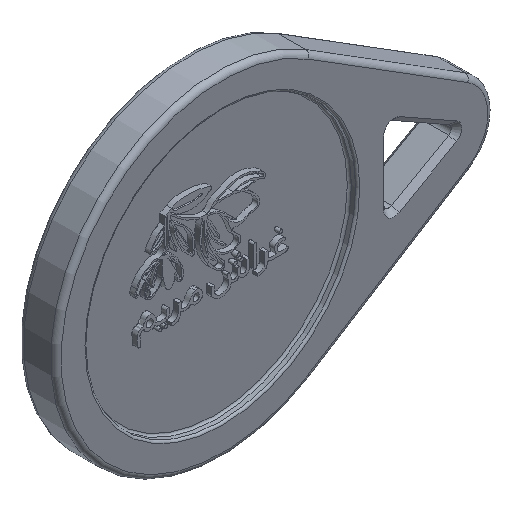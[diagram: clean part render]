
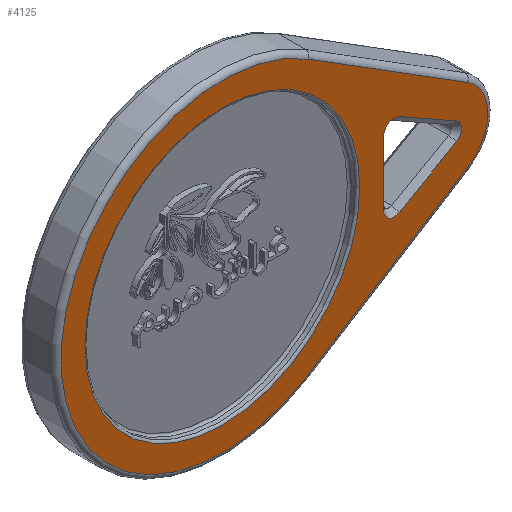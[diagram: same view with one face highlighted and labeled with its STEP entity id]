
A CAD part, isometric view. The second image highlights one B-rep face of the part: STEP entity #4125.
In plain terms, the highlighted planar face has unit normal (0, -1, 0).
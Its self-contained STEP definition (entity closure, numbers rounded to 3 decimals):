
#217 = CARTESIAN_POINT ( 'NONE',  ( 22.477, -1.8, 0.87 ) ) ;
#225 = EDGE_CURVE ( 'NONE', #6397, #3290, #394, .T. ) ;
#233 = ORIENTED_EDGE ( 'NONE', *, *, #225, .T. ) ;
#394 = CIRCLE ( 'NONE', #5043, 4.175 ) ;
#397 = AXIS2_PLACEMENT_3D ( 'NONE', #6235, #3002, #5559 ) ;
#481 = VERTEX_POINT ( 'NONE', #5432 ) ;
#484 = EDGE_CURVE ( 'NONE', #4974, #2800, #2367, .T. ) ;
#948 = CIRCLE ( 'NONE', #5744, 13.2 ) ;
#1386 = ORIENTED_EDGE ( 'NONE', *, *, #8180, .T. ) ;
#1408 = DIRECTION ( 'NONE',  ( 0., 1., 0. ) ) ;
#1505 = VERTEX_POINT ( 'NONE', #7565 ) ;
#1510 = FACE_OUTER_BOUND ( 'NONE', #5278, .T. ) ;
#1551 = FACE_BOUND ( 'NONE', #4410, .T. ) ;
#1793 = CARTESIAN_POINT ( 'NONE',  ( 16.993, -1.8, -3.974 ) ) ;
#1803 = DIRECTION ( 'NONE',  ( 0., 1., 0. ) ) ;
#1876 = CIRCLE ( 'NONE', #3729, 1. ) ;
#2209 = CARTESIAN_POINT ( 'NONE',  ( 0., -1.8, 0. ) ) ;
#2238 = LINE ( 'NONE', #1793, #8266 ) ;
#2273 = ORIENTED_EDGE ( 'NONE', *, *, #7868, .T. ) ;
#2345 = CARTESIAN_POINT ( 'NONE',  ( 8.232, -1.8, -13.134 ) ) ;
#2367 = CIRCLE ( 'NONE', #7439, 15.5 ) ;
#2382 = DIRECTION ( 'NONE',  ( 0., -1., 0. ) ) ;
#2611 = VERTEX_POINT ( 'NONE', #5096 ) ;
#2621 = EDGE_CURVE ( 'NONE', #3290, #4974, #3292, .T. ) ;
#2661 = AXIS2_PLACEMENT_3D ( 'NONE', #2667, #7879, #4626 ) ;
#2667 = CARTESIAN_POINT ( 'NONE',  ( 0., -1.8, 0. ) ) ;
#2800 = VERTEX_POINT ( 'NONE', #2345 ) ;
#3002 = DIRECTION ( 'NONE',  ( 0., 1., 0. ) ) ;
#3290 = VERTEX_POINT ( 'NONE', #7013 ) ;
#3292 = LINE ( 'NONE', #5837, #5463 ) ;
#3362 = DIRECTION ( 'NONE',  ( 0.87, 0., -0.493 ) ) ;
#3364 = CARTESIAN_POINT ( 'NONE',  ( 0., -1.8, 13.2 ) ) ;
#3592 = CIRCLE ( 'NONE', #4797, 1. ) ;
#3729 = AXIS2_PLACEMENT_3D ( 'NONE', #7391, #1803, #4849 ) ;
#3865 = DIRECTION ( 'NONE',  ( 0., 0., 1. ) ) ;
#3932 = ORIENTED_EDGE ( 'NONE', *, *, #6597, .T. ) ;
#3961 = CARTESIAN_POINT ( 'NONE',  ( 16.993, -1.8, 3.974 ) ) ;
#3977 = DIRECTION ( 'NONE',  ( 0., 0., 1. ) ) ;
#4101 = DIRECTION ( 'NONE',  ( 0., 0., 1. ) ) ;
#4125 = ADVANCED_FACE ( 'NONE', ( #1551, #1510, #5883 ), #6631, .F. ) ;
#4353 = CARTESIAN_POINT ( 'NONE',  ( 21.325, -1.8, 0. ) ) ;
#4367 = CARTESIAN_POINT ( 'NONE',  ( 15.5, -1.8, 3.104 ) ) ;
#4410 = EDGE_LOOP ( 'NONE', ( #3932 ) ) ;
#4626 = DIRECTION ( 'NONE',  ( 0., 0., 1. ) ) ;
#4797 = AXIS2_PLACEMENT_3D ( 'NONE', #6579, #1408, #3977 ) ;
#4805 = CIRCLE ( 'NONE', #397, 1. ) ;
#4821 = CARTESIAN_POINT ( 'NONE',  ( 23.542, -1.8, -3.538 ) ) ;
#4849 = DIRECTION ( 'NONE',  ( 0., 0., 1. ) ) ;
#4974 = VERTEX_POINT ( 'NONE', #5679 ) ;
#5043 = AXIS2_PLACEMENT_3D ( 'NONE', #4353, #2382, #5070 ) ;
#5070 = DIRECTION ( 'NONE',  ( 0., 0., 1. ) ) ;
#5096 = CARTESIAN_POINT ( 'NONE',  ( 15.5, -1.8, -3.104 ) ) ;
#5137 = DIRECTION ( 'NONE',  ( -0.847, 0., 0.531 ) ) ;
#5249 = LINE ( 'NONE', #217, #7847 ) ;
#5278 = EDGE_LOOP ( 'NONE', ( #5738, #1386, #233, #6063 ) ) ;
#5366 = EDGE_CURVE ( 'NONE', #2611, #481, #5708, .T. ) ;
#5432 = CARTESIAN_POINT ( 'NONE',  ( 15.5, -1.8, 3.104 ) ) ;
#5463 = VECTOR ( 'NONE', #5137, 1000. ) ;
#5476 = DIRECTION ( 'NONE',  ( 0., 1., 0. ) ) ;
#5559 = DIRECTION ( 'NONE',  ( 0., 0., 1. ) ) ;
#5590 = VECTOR ( 'NONE', #7363, 1000. ) ;
#5624 = ORIENTED_EDGE ( 'NONE', *, *, #5366, .T. ) ;
#5631 = EDGE_LOOP ( 'NONE', ( #5624, #6893, #5874, #7287, #2273, #6132 ) ) ;
#5679 = CARTESIAN_POINT ( 'NONE',  ( 8.232, -1.8, 13.134 ) ) ;
#5708 = LINE ( 'NONE', #4367, #7727 ) ;
#5738 = ORIENTED_EDGE ( 'NONE', *, *, #484, .T. ) ;
#5744 = AXIS2_PLACEMENT_3D ( 'NONE', #2209, #5476, #6572 ) ;
#5768 = CARTESIAN_POINT ( 'NONE',  ( 22.477, -1.8, -0.87 ) ) ;
#5837 = CARTESIAN_POINT ( 'NONE',  ( 8.232, -1.8, 13.134 ) ) ;
#5874 = ORIENTED_EDGE ( 'NONE', *, *, #8025, .T. ) ;
#5883 = FACE_BOUND ( 'NONE', #5631, .T. ) ;
#5982 = LINE ( 'NONE', #4821, #5590 ) ;
#6018 = CARTESIAN_POINT ( 'NONE',  ( 0., -1.8, 0. ) ) ;
#6056 = VERTEX_POINT ( 'NONE', #6863 ) ;
#6063 = ORIENTED_EDGE ( 'NONE', *, *, #2621, .T. ) ;
#6132 = ORIENTED_EDGE ( 'NONE', *, *, #7675, .T. ) ;
#6150 = DIRECTION ( 'NONE',  ( 0., -1., 0. ) ) ;
#6155 = EDGE_CURVE ( 'NONE', #481, #6838, #3592, .T. ) ;
#6235 = CARTESIAN_POINT ( 'NONE',  ( 21.985, -1.8, 0. ) ) ;
#6397 = VERTEX_POINT ( 'NONE', #6855 ) ;
#6572 = DIRECTION ( 'NONE',  ( 0., 0., 1. ) ) ;
#6579 = CARTESIAN_POINT ( 'NONE',  ( 16.5, -1.8, 3.104 ) ) ;
#6597 = EDGE_CURVE ( 'NONE', #7869, #7869, #948, .T. ) ;
#6631 = PLANE ( 'NONE',  #2661 ) ;
#6838 = VERTEX_POINT ( 'NONE', #3961 ) ;
#6855 = CARTESIAN_POINT ( 'NONE',  ( 23.542, -1.8, -3.538 ) ) ;
#6863 = CARTESIAN_POINT ( 'NONE',  ( 16.993, -1.8, -3.974 ) ) ;
#6864 = VERTEX_POINT ( 'NONE', #5768 ) ;
#6893 = ORIENTED_EDGE ( 'NONE', *, *, #6155, .T. ) ;
#7013 = CARTESIAN_POINT ( 'NONE',  ( 23.542, -1.8, 3.538 ) ) ;
#7023 = EDGE_CURVE ( 'NONE', #1505, #6864, #4805, .T. ) ;
#7287 = ORIENTED_EDGE ( 'NONE', *, *, #7023, .T. ) ;
#7363 = DIRECTION ( 'NONE',  ( 0.847, 0., 0.531 ) ) ;
#7391 = CARTESIAN_POINT ( 'NONE',  ( 16.5, -1.8, -3.104 ) ) ;
#7439 = AXIS2_PLACEMENT_3D ( 'NONE', #6018, #6150, #4101 ) ;
#7565 = CARTESIAN_POINT ( 'NONE',  ( 22.477, -1.8, 0.87 ) ) ;
#7675 = EDGE_CURVE ( 'NONE', #6056, #2611, #1876, .T. ) ;
#7727 = VECTOR ( 'NONE', #3865, 1000. ) ;
#7847 = VECTOR ( 'NONE', #3362, 1000. ) ;
#7868 = EDGE_CURVE ( 'NONE', #6864, #6056, #2238, .T. ) ;
#7869 = VERTEX_POINT ( 'NONE', #3364 ) ;
#7879 = DIRECTION ( 'NONE',  ( 0., 1., 0. ) ) ;
#8025 = EDGE_CURVE ( 'NONE', #6838, #1505, #5249, .T. ) ;
#8125 = DIRECTION ( 'NONE',  ( -0.87, 0., -0.493 ) ) ;
#8180 = EDGE_CURVE ( 'NONE', #2800, #6397, #5982, .T. ) ;
#8266 = VECTOR ( 'NONE', #8125, 1000. ) ;
